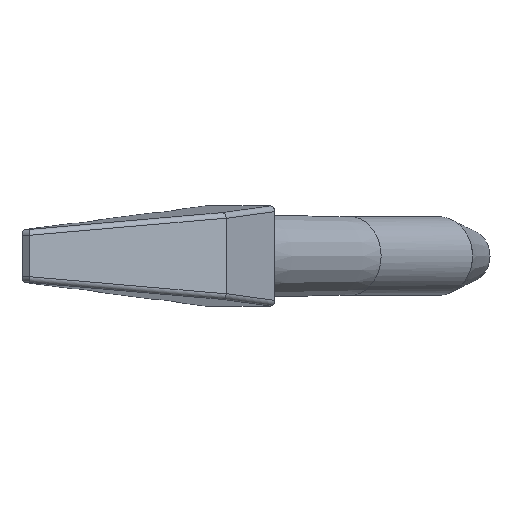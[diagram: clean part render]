
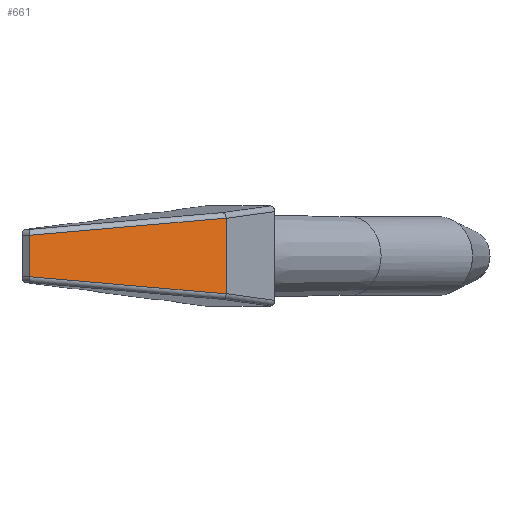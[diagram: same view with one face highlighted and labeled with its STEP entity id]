
A CAD part, left-side view. The second image highlights one B-rep face of the part: STEP entity #661.
In plain terms, the highlighted planar face has unit normal (-0.857, -0.515, 0).
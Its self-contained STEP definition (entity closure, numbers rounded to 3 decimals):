
#32=PLANE('',#726);
#59=FACE_OUTER_BOUND('',#95,.T.);
#95=EDGE_LOOP('',(#552,#553,#554,#555,#556,#557));
#126=ELLIPSE('',#727,4.979,2.);
#127=ELLIPSE('',#728,4.979,2.);
#183=LINE('',#1077,#257);
#199=LINE('',#1102,#273);
#201=LINE('',#1107,#275);
#202=LINE('',#1109,#276);
#257=VECTOR('',#858,14.705);
#273=VECTOR('',#880,26.768);
#275=VECTOR('',#886,81.836);
#276=VECTOR('',#887,81.836);
#335=VERTEX_POINT('',#1069);
#338=VERTEX_POINT('',#1075);
#343=VERTEX_POINT('',#1099);
#344=VERTEX_POINT('',#1101);
#345=VERTEX_POINT('',#1105);
#346=VERTEX_POINT('',#1108);
#413=EDGE_CURVE('',#335,#338,#183,.T.);
#429=EDGE_CURVE('',#343,#344,#199,.T.);
#431=EDGE_CURVE('',#343,#345,#126,.F.);
#432=EDGE_CURVE('',#345,#335,#201,.F.);
#433=EDGE_CURVE('',#338,#346,#202,.F.);
#434=EDGE_CURVE('',#346,#344,#127,.F.);
#552=ORIENTED_EDGE('',*,*,#431,.T.);
#553=ORIENTED_EDGE('',*,*,#432,.T.);
#554=ORIENTED_EDGE('',*,*,#413,.T.);
#555=ORIENTED_EDGE('',*,*,#433,.T.);
#556=ORIENTED_EDGE('',*,*,#434,.T.);
#557=ORIENTED_EDGE('',*,*,#429,.F.);
#661=ADVANCED_FACE('',(#59),#32,.F.);
#726=AXIS2_PLACEMENT_3D('',#1104,#882,#883);
#727=AXIS2_PLACEMENT_3D('',#1106,#884,#885);
#728=AXIS2_PLACEMENT_3D('',#1110,#888,#889);
#858=DIRECTION('',(0.,0.,-1.));
#880=DIRECTION('',(0.,0.,-1.));
#882=DIRECTION('center_axis',(0.857,0.515,0.));
#883=DIRECTION('ref_axis',(0.,0.,-1.));
#884=DIRECTION('center_axis',(0.857,0.515,0.));
#885=DIRECTION('ref_axis',(0.513,-0.854,0.087));
#886=DIRECTION('',(0.513,-0.855,0.074));
#887=DIRECTION('',(-0.513,0.855,0.074));
#888=DIRECTION('center_axis',(0.857,0.515,0.));
#889=DIRECTION('ref_axis',(-0.513,0.854,0.087));
#1069=CARTESIAN_POINT('',(-215.633,-194.851,7.353));
#1075=CARTESIAN_POINT('',(-215.633,-194.851,-7.353));
#1077=CARTESIAN_POINT('',(-215.633,-194.851,7.353));
#1099=CARTESIAN_POINT('',(-173.628,-264.822,13.384));
#1101=CARTESIAN_POINT('',(-173.628,-264.822,-13.384));
#1102=CARTESIAN_POINT('',(-173.628,-264.822,13.384));
#1104=CARTESIAN_POINT('Origin',(-215.633,-194.851,174.962));
#1105=CARTESIAN_POINT('',(-173.629,-264.82,13.449));
#1106=CARTESIAN_POINT('Origin',(-176.182,-260.567,13.021));
#1107=CARTESIAN_POINT('',(-215.633,-194.851,7.353));
#1108=CARTESIAN_POINT('',(-173.629,-264.82,-13.449));
#1109=CARTESIAN_POINT('',(-173.629,-264.82,-13.449));
#1110=CARTESIAN_POINT('Origin',(-176.182,-260.567,-13.021));
